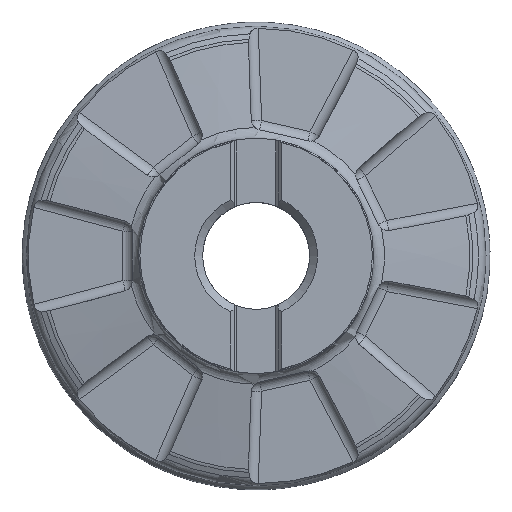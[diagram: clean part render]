
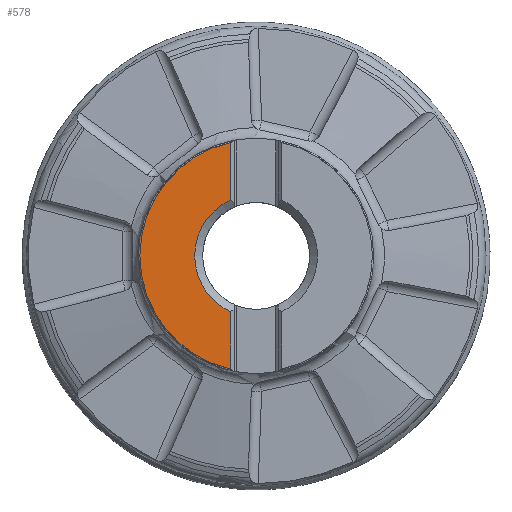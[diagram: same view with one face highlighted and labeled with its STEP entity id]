
A CAD part, top view. The second image highlights one B-rep face of the part: STEP entity #578.
In plain terms, the highlighted planar face has unit normal (0, 0, 1).
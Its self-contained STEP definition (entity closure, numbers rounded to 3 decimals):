
#195=PLANE('',#2796);
#312=FACE_OUTER_BOUND('',#1038,.T.);
#578=ADVANCED_FACE('CU_BACK_F001',(#312),#195,.F.);
#646=LINE('',#3581,#740);
#653=LINE('',#3672,#747);
#740=VECTOR('',#2898,1.);
#747=VECTOR('',#2917,1.);
#1038=EDGE_LOOP('',(#1656,#1657,#1658,#1659));
#1656=ORIENTED_EDGE('',*,*,#2281,.T.);
#1657=ORIENTED_EDGE('',*,*,#1990,.T.);
#1658=ORIENTED_EDGE('',*,*,#2278,.F.);
#1659=ORIENTED_EDGE('',*,*,#2007,.T.);
#1767=VERTEX_POINT('',#3580);
#1768=VERTEX_POINT('',#3582);
#1779=VERTEX_POINT('',#3648);
#1781=VERTEX_POINT('',#3671);
#1990=EDGE_CURVE('',#1768,#1767,#646,.T.);
#2007=EDGE_CURVE('',#1779,#1781,#653,.T.);
#2278=EDGE_CURVE('',#1779,#1767,#2405,.T.);
#2281=EDGE_CURVE('',#1781,#1768,#2408,.T.);
#2405=CIRCLE('',#2790,43.5);
#2408=CIRCLE('',#2795,23.006);
#2790=AXIS2_PLACEMENT_3D('',#4847,#3395,#3396);
#2795=AXIS2_PLACEMENT_3D('',#4852,#3405,#3406);
#2796=AXIS2_PLACEMENT_3D('',#4853,#3407,#3408);
#2898=DIRECTION('',(0.,1.,0.));
#2917=DIRECTION('',(0.,1.,0.));
#3395=DIRECTION('',(0.,0.,-1.));
#3396=DIRECTION('',(1.,0.,0.));
#3405=DIRECTION('',(0.,0.,-1.));
#3406=DIRECTION('',(1.,0.,0.));
#3407=DIRECTION('',(0.,0.,-1.));
#3408=DIRECTION('',(-1.,0.,0.));
#3580=CARTESIAN_POINT('',(-9.527,42.444,0.));
#3581=CARTESIAN_POINT('',(-9.527,0.,0.));
#3582=CARTESIAN_POINT('',(-9.528,20.941,0.));
#3648=CARTESIAN_POINT('',(-9.527,-42.444,0.));
#3671=CARTESIAN_POINT('',(-9.528,-20.941,0.));
#3672=CARTESIAN_POINT('',(-9.527,0.,0.));
#4847=CARTESIAN_POINT('',(0.,0.,0.));
#4852=CARTESIAN_POINT('',(0.,0.,0.));
#4853=CARTESIAN_POINT('',(-43.5,0.,0.));
